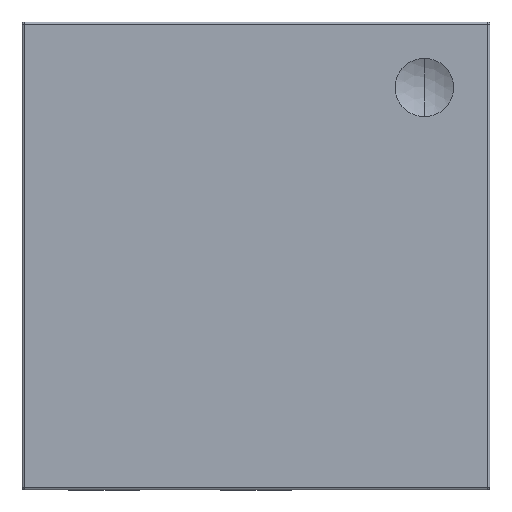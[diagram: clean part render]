
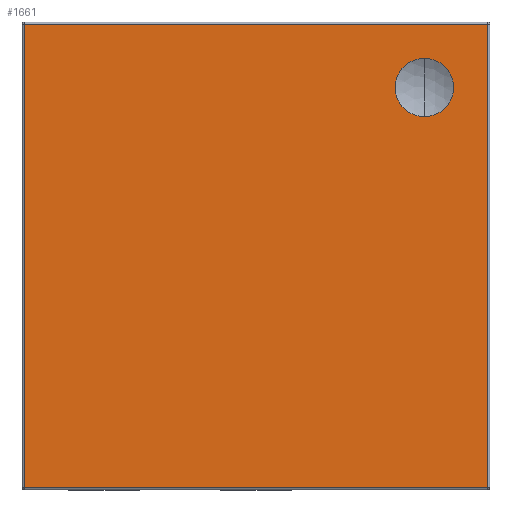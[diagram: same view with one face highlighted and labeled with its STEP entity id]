
A CAD part, top view. The second image highlights one B-rep face of the part: STEP entity #1661.
In plain terms, the highlighted planar face has unit normal (0, 0, 1).
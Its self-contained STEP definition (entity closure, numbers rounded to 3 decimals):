
#68 = ORIENTED_EDGE ( 'NONE', *, *, #2831, .T. ) ;
#299 = DIRECTION ( 'NONE',  ( -1., 0., 0. ) ) ;
#405 = VECTOR ( 'NONE', #2869, 1000. ) ;
#407 = DIRECTION ( 'NONE',  ( -1., 0., 0. ) ) ;
#473 = CIRCLE ( 'NONE', #2259, 0.125 ) ;
#475 = VERTEX_POINT ( 'NONE', #580 ) ;
#480 = CARTESIAN_POINT ( 'NONE',  ( -0.99, 0.99, 0.76 ) ) ;
#580 = CARTESIAN_POINT ( 'NONE',  ( -0.99, -0.99, 0.76 ) ) ;
#642 = VECTOR ( 'NONE', #1465, 1000. ) ;
#692 = AXIS2_PLACEMENT_3D ( 'NONE', #1585, #2442, #3612 ) ;
#966 = ORIENTED_EDGE ( 'NONE', *, *, #3182, .T. ) ;
#996 = VERTEX_POINT ( 'NONE', #3196 ) ;
#1005 = ORIENTED_EDGE ( 'NONE', *, *, #1409, .T. ) ;
#1024 = VERTEX_POINT ( 'NONE', #3004 ) ;
#1409 = EDGE_CURVE ( 'NONE', #3250, #996, #473, .T. ) ;
#1444 = DIRECTION ( 'NONE',  ( 0., -1., 0. ) ) ;
#1465 = DIRECTION ( 'NONE',  ( 0., 1., 0. ) ) ;
#1479 = VERTEX_POINT ( 'NONE', #1945 ) ;
#1568 = VECTOR ( 'NONE', #1444, 1000. ) ;
#1579 = CARTESIAN_POINT ( 'NONE',  ( 0.72, 0.72, 0.76 ) ) ;
#1585 = CARTESIAN_POINT ( 'NONE',  ( 0.72, 0.72, 0.76 ) ) ;
#1661 = ADVANCED_FACE ( 'NONE', ( #3235, #2960 ), #2905, .F. ) ;
#1671 = CARTESIAN_POINT ( 'NONE',  ( 0.72, 0.845, 0.76 ) ) ;
#1697 = CARTESIAN_POINT ( 'NONE',  ( 0., -0.99, 0.76 ) ) ;
#1748 = CARTESIAN_POINT ( 'NONE',  ( 0.99, 0., 0.76 ) ) ;
#1934 = VECTOR ( 'NONE', #2744, 1000. ) ;
#1945 = CARTESIAN_POINT ( 'NONE',  ( 0.99, 0.99, 0.76 ) ) ;
#2001 = LINE ( 'NONE', #1697, #405 ) ;
#2016 = EDGE_CURVE ( 'NONE', #3023, #475, #3485, .T. ) ;
#2087 = AXIS2_PLACEMENT_3D ( 'NONE', #3217, #2644, #299 ) ;
#2191 = EDGE_CURVE ( 'NONE', #1024, #1479, #2757, .T. ) ;
#2259 = AXIS2_PLACEMENT_3D ( 'NONE', #1579, #3014, #407 ) ;
#2367 = EDGE_CURVE ( 'NONE', #1479, #3023, #3001, .T. ) ;
#2442 = DIRECTION ( 'NONE',  ( 0., 0., -1. ) ) ;
#2572 = ORIENTED_EDGE ( 'NONE', *, *, #2016, .T. ) ;
#2607 = CARTESIAN_POINT ( 'NONE',  ( -0.99, 0., 0.76 ) ) ;
#2644 = DIRECTION ( 'NONE',  ( 0., 0., -1. ) ) ;
#2664 = CARTESIAN_POINT ( 'NONE',  ( 0., 0.99, 0.76 ) ) ;
#2706 = CIRCLE ( 'NONE', #692, 0.125 ) ;
#2707 = ORIENTED_EDGE ( 'NONE', *, *, #2367, .T. ) ;
#2744 = DIRECTION ( 'NONE',  ( -1., 0., 0. ) ) ;
#2757 = LINE ( 'NONE', #1748, #642 ) ;
#2759 = EDGE_LOOP ( 'NONE', ( #68, #3518, #2707, #2572 ) ) ;
#2831 = EDGE_CURVE ( 'NONE', #475, #1024, #2001, .T. ) ;
#2869 = DIRECTION ( 'NONE',  ( 1., 0., 0. ) ) ;
#2900 = EDGE_LOOP ( 'NONE', ( #966, #1005 ) ) ;
#2905 = PLANE ( 'NONE',  #2087 ) ;
#2960 = FACE_OUTER_BOUND ( 'NONE', #2759, .T. ) ;
#3001 = LINE ( 'NONE', #2664, #1934 ) ;
#3004 = CARTESIAN_POINT ( 'NONE',  ( 0.99, -0.99, 0.76 ) ) ;
#3014 = DIRECTION ( 'NONE',  ( 0., 0., -1. ) ) ;
#3023 = VERTEX_POINT ( 'NONE', #480 ) ;
#3182 = EDGE_CURVE ( 'NONE', #996, #3250, #2706, .T. ) ;
#3196 = CARTESIAN_POINT ( 'NONE',  ( 0.72, 0.595, 0.76 ) ) ;
#3217 = CARTESIAN_POINT ( 'NONE',  ( 0., 0., 0.76 ) ) ;
#3235 = FACE_BOUND ( 'NONE', #2900, .T. ) ;
#3250 = VERTEX_POINT ( 'NONE', #1671 ) ;
#3485 = LINE ( 'NONE', #2607, #1568 ) ;
#3518 = ORIENTED_EDGE ( 'NONE', *, *, #2191, .T. ) ;
#3612 = DIRECTION ( 'NONE',  ( -1., 0., 0. ) ) ;
